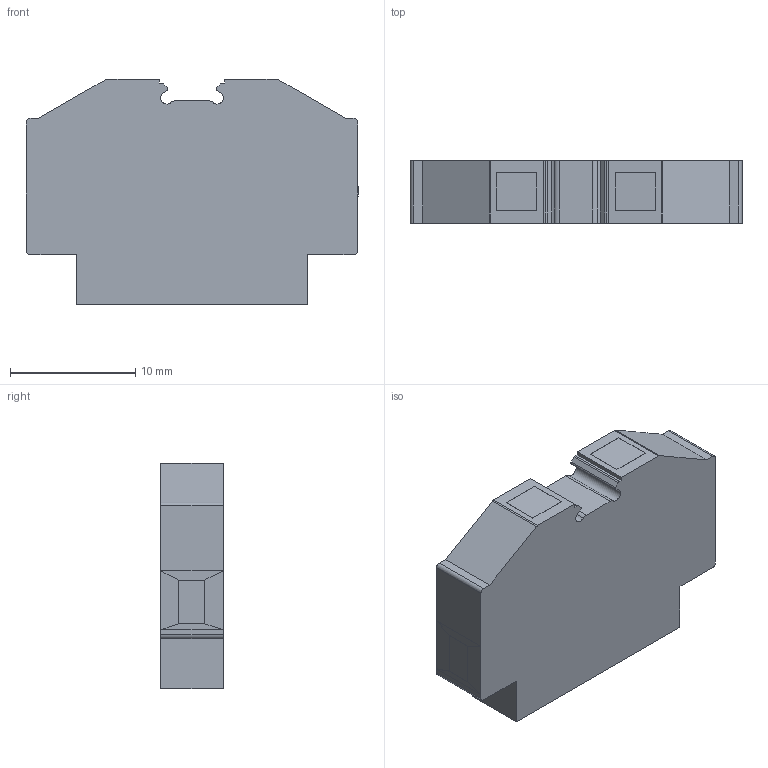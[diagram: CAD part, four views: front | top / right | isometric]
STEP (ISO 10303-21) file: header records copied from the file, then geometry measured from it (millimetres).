
FILE_DESCRIPTION(/* description */ (''),/* implementation_level */ '2;1');
FILE_NAME(/* name */ 'CM1_5S.stp',/* time_stamp */ '2016-08-16T10:14:12-04:00',/* author */ ('CAD Station'),/* organization */ (''),/* preprocessor_version */ 'ST-DEVELOPER v16.1',/* originating_system */ 'Autodesk Inventor 2016',/* authorisation */ '');
FILE_SCHEMA (('AUTOMOTIVE_DESIGN { 1 0 10303 214 3 1 1 }'));
Length unit declared in the file: metre
Products named in the file (1): cm1.5s
Bounding box: 26.53 x 5 x 18 mm (x, y, z)
Volume: 2068.4 mm3; surface area: 1272.5 mm2
Topology: 1 solids, 1 shells, 80 faces, 204 edges, 128 vertices
Faces by surface type: plane 66, cylinder 14
Entity records: 2482 total; most frequent: CARTESIAN_POINT 413, ORIENTED_EDGE 408, DIRECTION 394, EDGE_CURVE 204, LINE 176, VECTOR 176, VERTEX_POINT 128, AXIS2_PLACEMENT_3D 109
